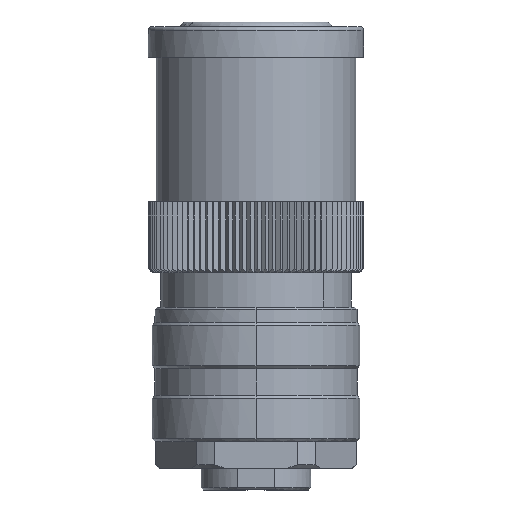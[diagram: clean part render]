
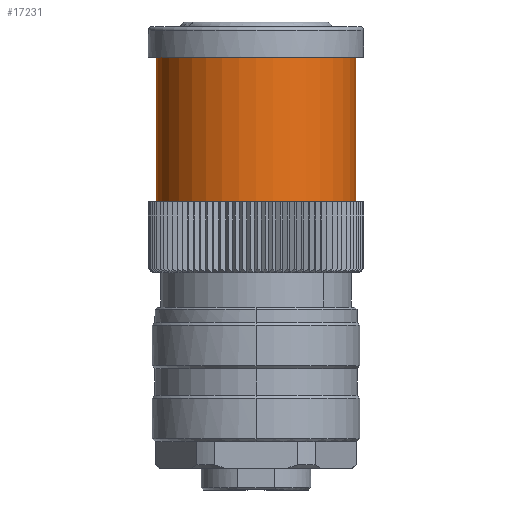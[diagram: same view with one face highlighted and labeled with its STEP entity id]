
A CAD part, front view. The second image highlights one B-rep face of the part: STEP entity #17231.
In plain terms, the highlighted cylindrical face has radius 13 mm (diameter 26 mm), a partial arc.
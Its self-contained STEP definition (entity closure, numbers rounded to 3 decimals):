
#17167=AXIS2_PLACEMENT_3D('Circle Axis2P3D',#17165,#17166,$) ;
#17190=AXIS2_PLACEMENT_3D('Circle Axis2P3D',#17188,#17189,$) ;
#17203=AXIS2_PLACEMENT_3D('Cylinder Axis2P3D',#17200,#17201,#17202) ;
#17221=AXIS2_PLACEMENT_3D('Circle Axis2P3D',#17219,#17220,$) ;
#17165=CARTESIAN_POINT('Axis2P3D Location',(14.,14.,37.5)) ;
#17169=CARTESIAN_POINT('Vertex',(1.,14.,37.5)) ;
#17171=CARTESIAN_POINT('Vertex',(14.,1.,37.5)) ;
#17185=CARTESIAN_POINT('Vertex',(27.,14.,37.5)) ;
#17188=CARTESIAN_POINT('Axis2P3D Location',(14.,14.,37.5)) ;
#17200=CARTESIAN_POINT('Axis2P3D Location',(14.,14.,44.05)) ;
#17205=CARTESIAN_POINT('Line Origine',(1.,14.,44.05)) ;
#17209=CARTESIAN_POINT('Vertex',(1.,14.,56.3)) ;
#17212=CARTESIAN_POINT('Line Origine',(27.,14.,44.05)) ;
#17216=CARTESIAN_POINT('Vertex',(27.,14.,56.3)) ;
#17219=CARTESIAN_POINT('Axis2P3D Location',(14.,14.,56.3)) ;
#17166=DIRECTION('Axis2P3D Direction',(-0.,0.,1.)) ;
#17189=DIRECTION('Axis2P3D Direction',(-0.,0.,1.)) ;
#17201=DIRECTION('Axis2P3D Direction',(0.,0.,1.)) ;
#17202=DIRECTION('Axis2P3D XDirection',(-1.,0.,-0.)) ;
#17206=DIRECTION('Vector Direction',(0.,0.,1.)) ;
#17213=DIRECTION('Vector Direction',(0.,0.,1.)) ;
#17220=DIRECTION('Axis2P3D Direction',(0.,0.,1.)) ;
#17207=VECTOR('Line Direction',#17206,1.) ;
#17214=VECTOR('Line Direction',#17213,1.) ;
#17225=ORIENTED_EDGE('',*,*,#17211,.F.) ;
#17226=ORIENTED_EDGE('',*,*,#17173,.T.) ;
#17227=ORIENTED_EDGE('',*,*,#17192,.T.) ;
#17228=ORIENTED_EDGE('',*,*,#17218,.F.) ;
#17229=ORIENTED_EDGE('',*,*,#17223,.F.) ;
#17231=ADVANCED_FACE('Hauptk\X2\00F6\X0\rper',(#17230),#17204,.T.) ;
#17168=CIRCLE('generated circle',#17167,13.) ;
#17191=CIRCLE('generated circle',#17190,13.) ;
#17222=CIRCLE('generated circle',#17221,13.) ;
#17204=CYLINDRICAL_SURFACE('generated cylinder',#17203,13.) ;
#17173=EDGE_CURVE('',#17170,#17172,#17168,.T.) ;
#17192=EDGE_CURVE('',#17172,#17186,#17191,.T.) ;
#17211=EDGE_CURVE('',#17170,#17210,#17208,.T.) ;
#17218=EDGE_CURVE('',#17217,#17186,#17215,.F.) ;
#17223=EDGE_CURVE('',#17210,#17217,#17222,.T.) ;
#17224=EDGE_LOOP('',(#17225,#17226,#17227,#17228,#17229)) ;
#17230=FACE_OUTER_BOUND('',#17224,.T.) ;
#17208=LINE('Line',#17205,#17207) ;
#17215=LINE('Line',#17212,#17214) ;
#17170=VERTEX_POINT('',#17169) ;
#17172=VERTEX_POINT('',#17171) ;
#17186=VERTEX_POINT('',#17185) ;
#17210=VERTEX_POINT('',#17209) ;
#17217=VERTEX_POINT('',#17216) ;
